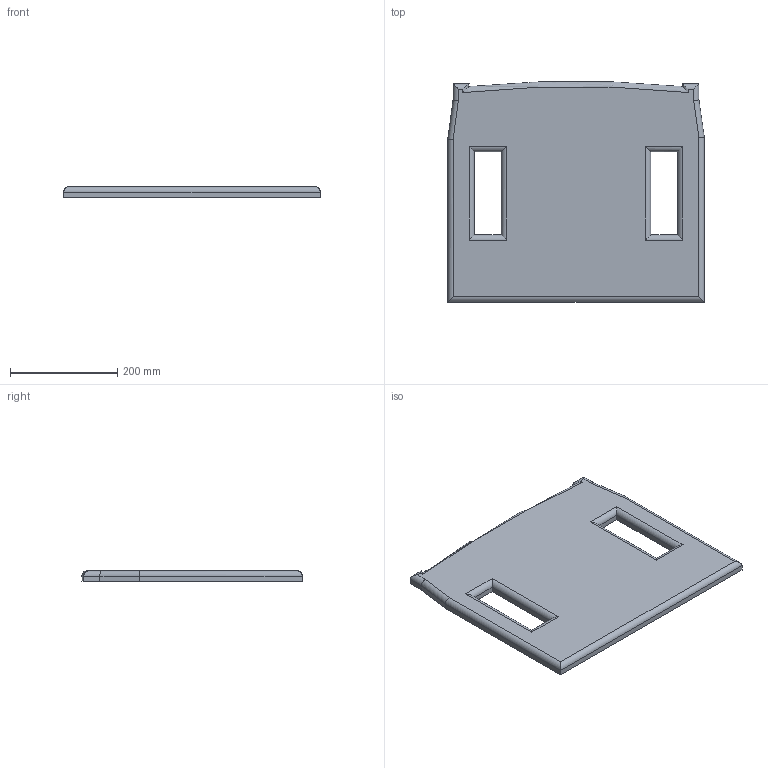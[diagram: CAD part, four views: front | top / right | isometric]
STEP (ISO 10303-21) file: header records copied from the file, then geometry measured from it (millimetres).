
FILE_DESCRIPTION (( 'STEP AP214' ), '1' );
FILE_NAME ('robowar part 7.STEP', '2024-09-13T03:02:49', ( 'hp' ), ( 'HP' ), 'SwSTEP 2.0', 'SolidWorks 2024', '' );
FILE_SCHEMA (( 'AUTOMOTIVE_DESIGN' ));
Length unit declared in the file: centimetre
Products named in the file (1): robowar part 7
Bounding box: 479.26 x 411.57 x 20 mm (x, y, z)
Volume: 3528731.7 mm3; surface area: 399156.7 mm2
Topology: 1 solids, 1 shells, 42 faces, 100 edges, 60 vertices
Faces by surface type: plane 21, cylinder 20, torus 1
Entity records: 1626 total; most frequent: CARTESIAN_POINT 315, ORIENTED_EDGE 200, DIRECTION 169, EDGE_CURVE 100, LINE 77, VECTOR 77, VERTEX_POINT 60, AXIS2_PLACEMENT_3D 46
